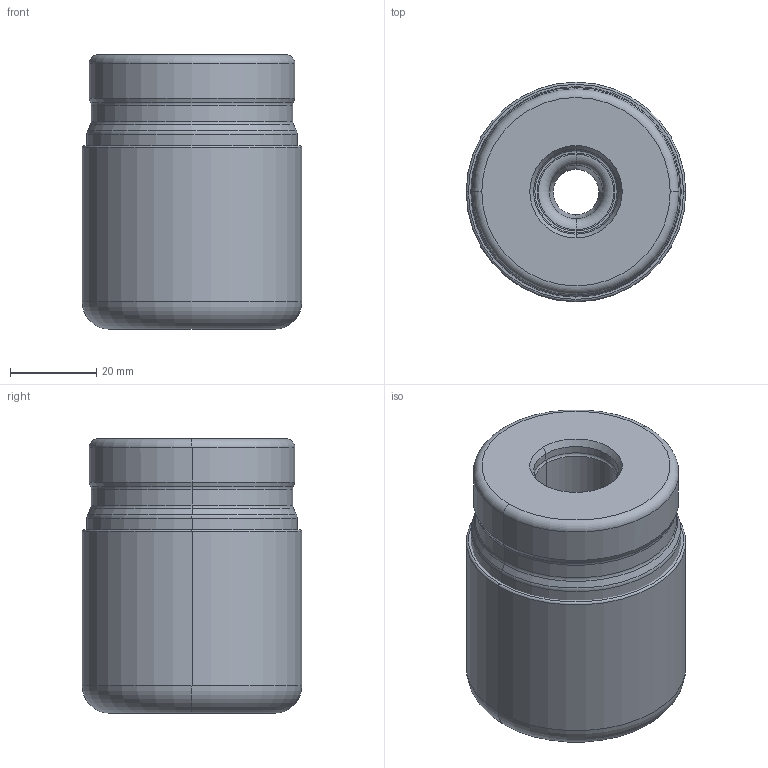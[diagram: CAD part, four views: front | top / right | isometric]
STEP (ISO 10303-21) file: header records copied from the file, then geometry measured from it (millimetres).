
FILE_DESCRIPTION(/* description */ (''),/* implementation_level */ '2;1');
FILE_NAME(/* name */ 'APX4KUR0209A16A_IR0_25.stp',/* time_stamp */ '2023-03-06T11:36:10+09:00',/* author */ (''),/* organization */ (''),/* preprocessor_version */ 'ST-DEVELOPER v16',/* originating_system */ 'SIEMENS PLM Software NX 10.0',/* authorisation */ '');
FILE_SCHEMA (('AUTOMOTIVE_DESIGN { 1 0 10303 214 3 1 1 1 }'));
Length unit declared in the file: millimetre
Products named in the file (1): APX4KUR0209A16A_IR0_25_ASM_2_ASM
Bounding box: 50.8 x 50.8 x 63.5 mm (x, y, z)
Volume: 150706.6 mm3; surface area: 28236.2 mm2
Topology: 2 solids, 2 shells, 81 faces, 191 edges, 125 vertices
Faces by surface type: torus 34, cylinder 22, cone 18, plane 5, bspline 2
Entity records: 2532 total; most frequent: DIRECTION 512, CARTESIAN_POINT 441, ORIENTED_EDGE 364, AXIS2_PLACEMENT_3D 234, EDGE_CURVE 182, CIRCLE 147, VERTEX_POINT 106, EDGE_LOOP 86
